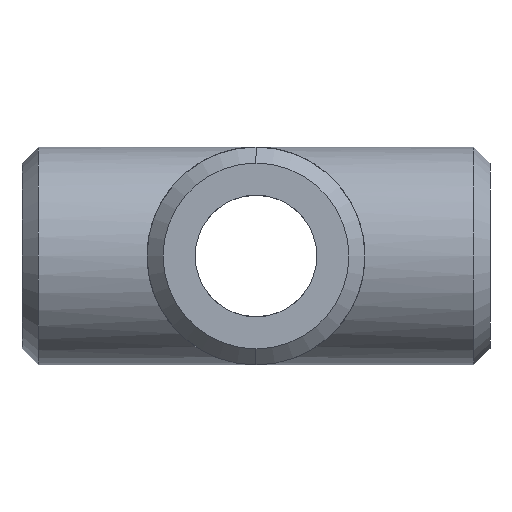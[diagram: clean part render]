
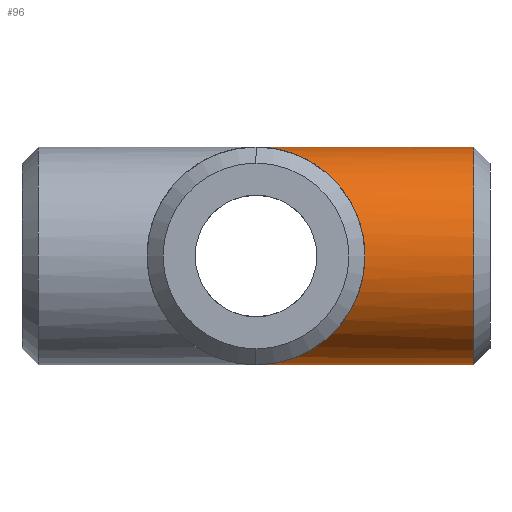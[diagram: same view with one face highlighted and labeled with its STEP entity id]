
A CAD part, left-side view. The second image highlights one B-rep face of the part: STEP entity #96.
In plain terms, the highlighted cylindrical face has radius 13.5 mm (diameter 27 mm), a partial arc.
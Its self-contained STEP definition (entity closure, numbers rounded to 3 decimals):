
#1 = EDGE_CURVE ( 'NONE', #527, #530, #622, .T. ) ;
#2 = CARTESIAN_POINT ( 'NONE',  ( -27., -27., -13.5 ) ) ;
#17 = CARTESIAN_POINT ( 'NONE',  ( 0., 0., -13.5 ) ) ;
#21 = VECTOR ( 'NONE', #788, 1000. ) ;
#53 = ORIENTED_EDGE ( 'NONE', *, *, #1, .T. ) ;
#96 = ADVANCED_FACE ( 'NONE', ( #187 ), #377, .T. ) ;
#99 = VERTEX_POINT ( 'NONE', #556 ) ;
#119 = CARTESIAN_POINT ( 'NONE',  ( 0., -27.013, 13.5 ) ) ;
#136 = CARTESIAN_POINT ( 'NONE',  ( 0., -29., 0. ) ) ;
#187 = FACE_OUTER_BOUND ( 'NONE', #594, .T. ) ;
#196 = VECTOR ( 'NONE', #508, 1000. ) ;
#214 = DIRECTION ( 'NONE',  ( 0., 1., 0. ) ) ;
#262 = CARTESIAN_POINT ( 'NONE',  ( 0., -29., -13.5 ) ) ;
#277 = DIRECTION ( 'NONE',  ( 0., 0., -1. ) ) ;
#289 = EDGE_CURVE ( 'NONE', #99, #780, #446, .T. ) ;
#295 =( BOUNDED_CURVE ( )  B_SPLINE_CURVE ( 3, ( #738, #2, #791, #688 ),
 .UNSPECIFIED., .F., .T. ) 
 B_SPLINE_CURVE_WITH_KNOTS ( ( 4, 4 ),
 ( 4.712, 7.854 ),
 .UNSPECIFIED. ) 
 CURVE ( )  GEOMETRIC_REPRESENTATION_ITEM ( )  RATIONAL_B_SPLINE_CURVE ( ( 1., 0.333, 0.333, 1. ) ) 
 REPRESENTATION_ITEM ( '' )  );
#360 = AXIS2_PLACEMENT_3D ( 'NONE', #767, #214, #277 ) ;
#377 = CYLINDRICAL_SURFACE ( 'NONE', #759, 13.5 ) ;
#395 = CIRCLE ( 'NONE', #360, 13.5 ) ;
#400 = EDGE_CURVE ( 'NONE', #99, #527, #395, .T. ) ;
#428 = DIRECTION ( 'NONE',  ( 0., 1., 0. ) ) ;
#446 = LINE ( 'NONE', #262, #196 ) ;
#468 = ORIENTED_EDGE ( 'NONE', *, *, #659, .F. ) ;
#497 = DIRECTION ( 'NONE',  ( 0., 0., -1. ) ) ;
#508 = DIRECTION ( 'NONE',  ( 0., 1., 0. ) ) ;
#515 = ORIENTED_EDGE ( 'NONE', *, *, #289, .F. ) ;
#526 = ORIENTED_EDGE ( 'NONE', *, *, #400, .T. ) ;
#527 = VERTEX_POINT ( 'NONE', #119 ) ;
#530 = VERTEX_POINT ( 'NONE', #676 ) ;
#541 = CARTESIAN_POINT ( 'NONE',  ( 0., -29., 13.5 ) ) ;
#556 = CARTESIAN_POINT ( 'NONE',  ( 0., -27.013, -13.5 ) ) ;
#594 = EDGE_LOOP ( 'NONE', ( #526, #53, #468, #515 ) ) ;
#622 = LINE ( 'NONE', #541, #21 ) ;
#659 = EDGE_CURVE ( 'NONE', #780, #530, #295, .T. ) ;
#676 = CARTESIAN_POINT ( 'NONE',  ( 0., 0., 13.5 ) ) ;
#688 = CARTESIAN_POINT ( 'NONE',  ( 0., 0., 13.5 ) ) ;
#738 = CARTESIAN_POINT ( 'NONE',  ( 0., 0., -13.5 ) ) ;
#759 = AXIS2_PLACEMENT_3D ( 'NONE', #136, #428, #497 ) ;
#767 = CARTESIAN_POINT ( 'NONE',  ( 0., -27.013, 0. ) ) ;
#780 = VERTEX_POINT ( 'NONE', #17 ) ;
#788 = DIRECTION ( 'NONE',  ( 0., 1., 0. ) ) ;
#791 = CARTESIAN_POINT ( 'NONE',  ( -27., -27., 13.5 ) ) ;
